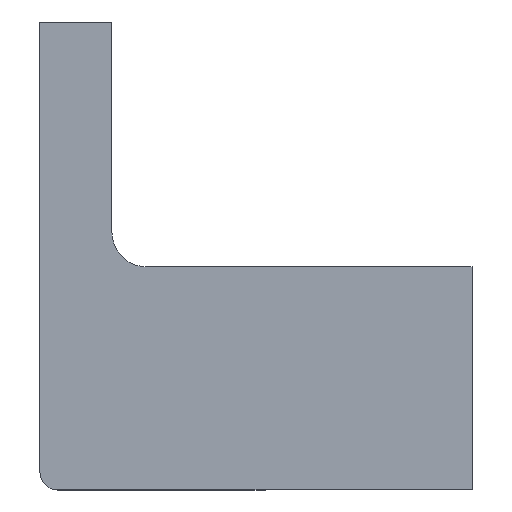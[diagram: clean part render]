
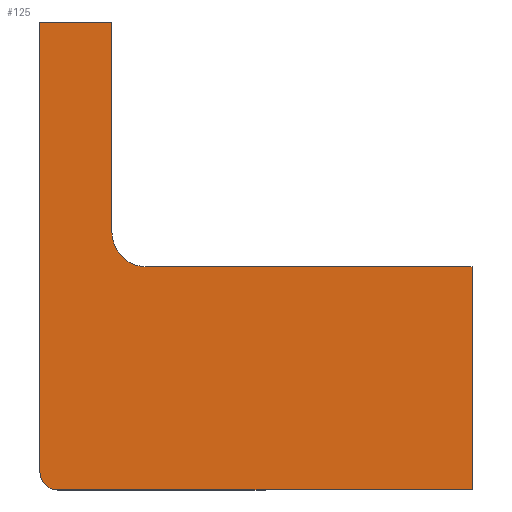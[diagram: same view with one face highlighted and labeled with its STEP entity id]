
A CAD part, top view. The second image highlights one B-rep face of the part: STEP entity #125.
In plain terms, the highlighted planar face has unit normal (0, 0, 1).
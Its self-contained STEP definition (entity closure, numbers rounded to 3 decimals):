
#1 = VERTEX_POINT ( 'NONE', #75 ) ;
#2 = LINE ( 'NONE', #149, #82 ) ;
#5 = CARTESIAN_POINT ( 'NONE',  ( -100., 130., 0.1 ) ) ;
#12 = EDGE_CURVE ( 'NONE', #232, #1, #94, .T. ) ;
#17 = DIRECTION ( 'NONE',  ( -1., 0., 0. ) ) ;
#25 = DIRECTION ( 'NONE',  ( -1., 0., 0. ) ) ;
#29 = ORIENTED_EDGE ( 'NONE', *, *, #12, .T. ) ;
#30 = EDGE_CURVE ( 'NONE', #131, #206, #118, .T. ) ;
#33 = ORIENTED_EDGE ( 'NONE', *, *, #189, .T. ) ;
#36 = CARTESIAN_POINT ( 'NONE',  ( -90.5, 71.5, 0.1 ) ) ;
#39 = AXIS2_PLACEMENT_3D ( 'NONE', #36, #296, #114 ) ;
#45 = DIRECTION ( 'NONE',  ( -1., 0., 0. ) ) ;
#52 = CARTESIAN_POINT ( 'NONE',  ( -120., 5., 0.1 ) ) ;
#68 = CARTESIAN_POINT ( 'NONE',  ( 0., 0., 0.1 ) ) ;
#70 = EDGE_CURVE ( 'NONE', #311, #334, #197, .T. ) ;
#71 = CARTESIAN_POINT ( 'NONE',  ( 0., 0., 0.1 ) ) ;
#73 = DIRECTION ( 'NONE',  ( 0., 1., 0. ) ) ;
#75 = CARTESIAN_POINT ( 'NONE',  ( -115., 0., 0.1 ) ) ;
#79 = ORIENTED_EDGE ( 'NONE', *, *, #283, .T. ) ;
#82 = VECTOR ( 'NONE', #25, 1000. ) ;
#87 = VERTEX_POINT ( 'NONE', #95 ) ;
#92 = PLANE ( 'NONE',  #119 ) ;
#93 = DIRECTION ( 'NONE',  ( 0., 1., 0. ) ) ;
#94 = CIRCLE ( 'NONE', #161, 5. ) ;
#95 = CARTESIAN_POINT ( 'NONE',  ( -90.5, 62., 0.1 ) ) ;
#98 = DIRECTION ( 'NONE',  ( 1., 0., 0. ) ) ;
#106 = VECTOR ( 'NONE', #249, 1000. ) ;
#110 = EDGE_LOOP ( 'NONE', ( #133, #29, #79, #338, #234, #33, #267, #215 ) ) ;
#114 = DIRECTION ( 'NONE',  ( -1., 0., 0. ) ) ;
#115 = CARTESIAN_POINT ( 'NONE',  ( -120., 130., 0.1 ) ) ;
#117 = FACE_OUTER_BOUND ( 'NONE', #110, .T. ) ;
#118 = LINE ( 'NONE', #224, #336 ) ;
#119 = AXIS2_PLACEMENT_3D ( 'NONE', #299, #251, #45 ) ;
#120 = EDGE_CURVE ( 'NONE', #334, #232, #301, .T. ) ;
#125 = ADVANCED_FACE ( 'NONE', ( #117 ), #92, .F. ) ;
#129 = CARTESIAN_POINT ( 'NONE',  ( 0., 62., 0.1 ) ) ;
#131 = VERTEX_POINT ( 'NONE', #68 ) ;
#133 = ORIENTED_EDGE ( 'NONE', *, *, #120, .T. ) ;
#140 = CARTESIAN_POINT ( 'NONE',  ( -120., 0., 0.1 ) ) ;
#149 = CARTESIAN_POINT ( 'NONE',  ( -100., 62., 0.1 ) ) ;
#152 = CARTESIAN_POINT ( 'NONE',  ( -100., 71.5, 0.1 ) ) ;
#161 = AXIS2_PLACEMENT_3D ( 'NONE', #220, #247, #17 ) ;
#189 = EDGE_CURVE ( 'NONE', #87, #279, #246, .T. ) ;
#197 = LINE ( 'NONE', #115, #305 ) ;
#204 = VECTOR ( 'NONE', #73, 1000. ) ;
#206 = VERTEX_POINT ( 'NONE', #129 ) ;
#215 = ORIENTED_EDGE ( 'NONE', *, *, #70, .T. ) ;
#220 = CARTESIAN_POINT ( 'NONE',  ( -115., 5., 0.1 ) ) ;
#224 = CARTESIAN_POINT ( 'NONE',  ( 0., 62., 0.1 ) ) ;
#227 = EDGE_CURVE ( 'NONE', #206, #87, #2, .T. ) ;
#232 = VERTEX_POINT ( 'NONE', #52 ) ;
#234 = ORIENTED_EDGE ( 'NONE', *, *, #227, .T. ) ;
#244 = DIRECTION ( 'NONE',  ( -1., 0., 0. ) ) ;
#246 = CIRCLE ( 'NONE', #39, 9.5 ) ;
#247 = DIRECTION ( 'NONE',  ( 0., 0., 1. ) ) ;
#249 = DIRECTION ( 'NONE',  ( 0., -1., 0. ) ) ;
#251 = DIRECTION ( 'NONE',  ( 0., 0., -1. ) ) ;
#253 = CARTESIAN_POINT ( 'NONE',  ( -100., 130., 0.1 ) ) ;
#257 = VECTOR ( 'NONE', #98, 1000. ) ;
#260 = EDGE_CURVE ( 'NONE', #279, #311, #308, .T. ) ;
#267 = ORIENTED_EDGE ( 'NONE', *, *, #260, .T. ) ;
#279 = VERTEX_POINT ( 'NONE', #152 ) ;
#283 = EDGE_CURVE ( 'NONE', #1, #131, #303, .T. ) ;
#293 = CARTESIAN_POINT ( 'NONE',  ( -120., 130., 0.1 ) ) ;
#296 = DIRECTION ( 'NONE',  ( 0., 0., -1. ) ) ;
#299 = CARTESIAN_POINT ( 'NONE',  ( 0., 0., 0.1 ) ) ;
#301 = LINE ( 'NONE', #140, #106 ) ;
#303 = LINE ( 'NONE', #71, #257 ) ;
#305 = VECTOR ( 'NONE', #244, 1000. ) ;
#308 = LINE ( 'NONE', #253, #204 ) ;
#311 = VERTEX_POINT ( 'NONE', #5 ) ;
#334 = VERTEX_POINT ( 'NONE', #293 ) ;
#336 = VECTOR ( 'NONE', #93, 1000. ) ;
#338 = ORIENTED_EDGE ( 'NONE', *, *, #30, .T. ) ;
